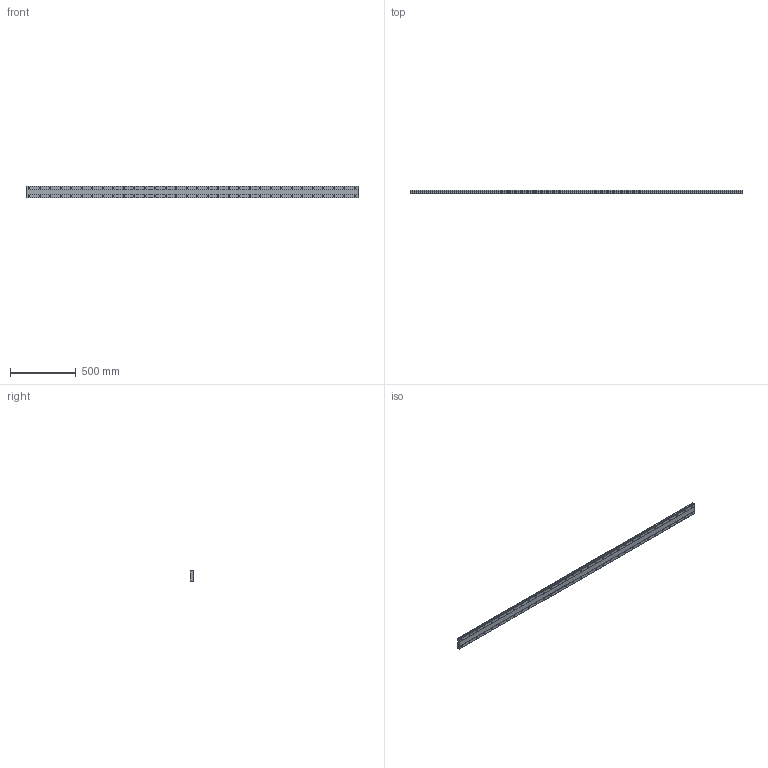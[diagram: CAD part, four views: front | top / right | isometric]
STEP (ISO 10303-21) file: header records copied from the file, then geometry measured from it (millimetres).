
FILE_DESCRIPTION (( 'STEP AP214' ), '1' );
FILE_NAME ('HRW50CA1SS-2530L_G25_0_B-PT18_1194-75_0_0_0_1.STEP', '2021-07-07T13:31:50', ( '' ), ( '' ), 'SwSTEP 2.0', 'SolidWorks 2021', '' );
FILE_SCHEMA (( 'AUTOMOTIVE_DESIGN' ));
Length unit declared in the file: millimetre
Products named in the file (2): _HRW50CA253025 Track; HRW50CA1SS-2530L_G25_0_B-PT18_1194-75_0_0_0_1
Assembly tree (1 placements, depth 2):
  HRW50CA1SS-2530L_G25_0_B-PT18_1194-75_0_0_0_1
    _HRW50CA253025 Track
Bounding box: 2530 x 24 x 90 mm (x, y, z)
Volume: 4792744.4 mm3; surface area: 648660.7 mm2
Topology: 1 solids, 1 shells, 354 faces, 864 edges, 576 vertices
Faces by surface type: cylinder 260, plane 94
Entity records: 11010 total; most frequent: DIRECTION 2100, CARTESIAN_POINT 1798, ORIENTED_EDGE 1728, AXIS2_PLACEMENT_3D 878, EDGE_CURVE 864, VERTEX_POINT 576, EDGE_LOOP 546, CIRCLE 520
